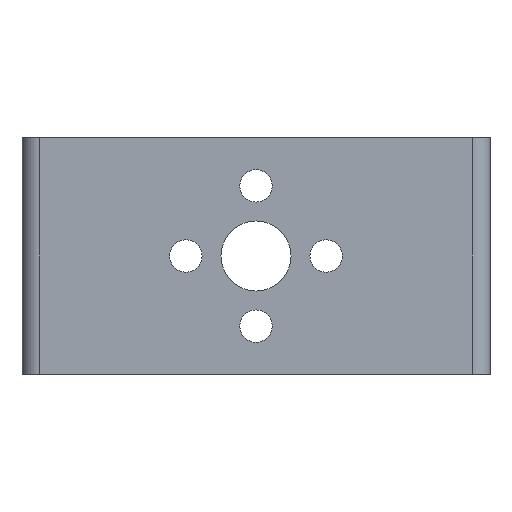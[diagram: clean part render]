
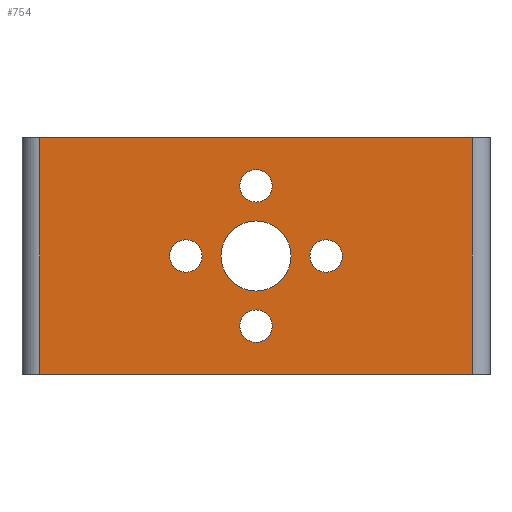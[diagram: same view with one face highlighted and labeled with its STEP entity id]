
A CAD part, front view. The second image highlights one B-rep face of the part: STEP entity #754.
In plain terms, the highlighted planar face has unit normal (0, -1, 0).
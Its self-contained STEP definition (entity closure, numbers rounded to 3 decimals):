
#10 = VECTOR ( 'NONE', #229, 1000. ) ;
#17 = CARTESIAN_POINT ( 'NONE',  ( -24.7, 0., -13.5 ) ) ;
#23 = CARTESIAN_POINT ( 'NONE',  ( 0., 0., 8. ) ) ;
#24 = ORIENTED_EDGE ( 'NONE', *, *, #959, .F. ) ;
#28 = CIRCLE ( 'NONE', #1476, 1.85 ) ;
#35 = EDGE_CURVE ( 'NONE', #1385, #144, #986, .T. ) ;
#54 = DIRECTION ( 'NONE',  ( 1., 0., 0. ) ) ;
#74 = ORIENTED_EDGE ( 'NONE', *, *, #1445, .F. ) ;
#98 = ORIENTED_EDGE ( 'NONE', *, *, #35, .F. ) ;
#105 = ORIENTED_EDGE ( 'NONE', *, *, #1267, .F. ) ;
#109 = LINE ( 'NONE', #110, #968 ) ;
#110 = CARTESIAN_POINT ( 'NONE',  ( 24.7, 0., -13.5 ) ) ;
#119 = DIRECTION ( 'NONE',  ( 0., -1., 0. ) ) ;
#129 = DIRECTION ( 'NONE',  ( 0., -1., 0. ) ) ;
#133 = CIRCLE ( 'NONE', #1159, 1.85 ) ;
#139 = CARTESIAN_POINT ( 'NONE',  ( -8., 0., 1.85 ) ) ;
#144 = VERTEX_POINT ( 'NONE', #618 ) ;
#153 = DIRECTION ( 'NONE',  ( 0., -1., 0. ) ) ;
#169 = VERTEX_POINT ( 'NONE', #1312 ) ;
#191 = FACE_BOUND ( 'NONE', #441, .T. ) ;
#209 = DIRECTION ( 'NONE',  ( 0., -1., 0. ) ) ;
#229 = DIRECTION ( 'NONE',  ( 0., 0., -1. ) ) ;
#238 = CARTESIAN_POINT ( 'NONE',  ( 0., 0., -8. ) ) ;
#245 = CARTESIAN_POINT ( 'NONE',  ( -24.7, 0., 13.5 ) ) ;
#254 = VERTEX_POINT ( 'NONE', #139 ) ;
#277 = DIRECTION ( 'NONE',  ( 0., 0., -1. ) ) ;
#281 = AXIS2_PLACEMENT_3D ( 'NONE', #804, #209, #439 ) ;
#322 = DIRECTION ( 'NONE',  ( 0., -1., 0. ) ) ;
#331 = FACE_BOUND ( 'NONE', #593, .T. ) ;
#332 = AXIS2_PLACEMENT_3D ( 'NONE', #1001, #1369, #1482 ) ;
#345 = EDGE_LOOP ( 'NONE', ( #446, #74 ) ) ;
#351 = VERTEX_POINT ( 'NONE', #17 ) ;
#358 = VERTEX_POINT ( 'NONE', #374 ) ;
#360 = LINE ( 'NONE', #1110, #1392 ) ;
#369 = EDGE_CURVE ( 'NONE', #169, #651, #1021, .T. ) ;
#373 = VERTEX_POINT ( 'NONE', #245 ) ;
#374 = CARTESIAN_POINT ( 'NONE',  ( 0., 0., 4. ) ) ;
#415 = CARTESIAN_POINT ( 'NONE',  ( 8., 0., 0. ) ) ;
#424 = CARTESIAN_POINT ( 'NONE',  ( -26.7, 0., -13.5 ) ) ;
#426 = CARTESIAN_POINT ( 'NONE',  ( 8., 0., 0. ) ) ;
#436 = FACE_BOUND ( 'NONE', #345, .T. ) ;
#439 = DIRECTION ( 'NONE',  ( 0., 0., -1. ) ) ;
#441 = EDGE_LOOP ( 'NONE', ( #1295, #1412 ) ) ;
#442 = DIRECTION ( 'NONE',  ( 0., 0., -1. ) ) ;
#446 = ORIENTED_EDGE ( 'NONE', *, *, #706, .F. ) ;
#452 = AXIS2_PLACEMENT_3D ( 'NONE', #426, #1358, #785 ) ;
#456 = DIRECTION ( 'NONE',  ( 0., 0., 1. ) ) ;
#468 = EDGE_CURVE ( 'NONE', #1336, #1042, #902, .T. ) ;
#477 = DIRECTION ( 'NONE',  ( 0., 0., -1. ) ) ;
#486 = DIRECTION ( 'NONE',  ( 0., 0., -1. ) ) ;
#511 = DIRECTION ( 'NONE',  ( 0., 0., -1. ) ) ;
#530 = ORIENTED_EDGE ( 'NONE', *, *, #1147, .T. ) ;
#545 = CARTESIAN_POINT ( 'NONE',  ( 24.7, 0., -13.5 ) ) ;
#565 = CARTESIAN_POINT ( 'NONE',  ( 0., 0., 6.15 ) ) ;
#573 = VECTOR ( 'NONE', #1210, 1000. ) ;
#576 = EDGE_LOOP ( 'NONE', ( #1305, #750, #530, #595 ) ) ;
#591 = AXIS2_PLACEMENT_3D ( 'NONE', #238, #119, #477 ) ;
#593 = EDGE_LOOP ( 'NONE', ( #98, #1127 ) ) ;
#595 = ORIENTED_EDGE ( 'NONE', *, *, #1372, .T. ) ;
#618 = CARTESIAN_POINT ( 'NONE',  ( 0., 0., -6.15 ) ) ;
#619 = CARTESIAN_POINT ( 'NONE',  ( 0., 0., 8. ) ) ;
#635 = LINE ( 'NONE', #1142, #10 ) ;
#640 = VERTEX_POINT ( 'NONE', #545 ) ;
#651 = VERTEX_POINT ( 'NONE', #565 ) ;
#659 = CARTESIAN_POINT ( 'NONE',  ( -8., 0., -1.85 ) ) ;
#703 = VERTEX_POINT ( 'NONE', #1497 ) ;
#706 = EDGE_CURVE ( 'NONE', #1274, #254, #863, .T. ) ;
#709 = DIRECTION ( 'NONE',  ( 0., 0., -1. ) ) ;
#712 = AXIS2_PLACEMENT_3D ( 'NONE', #1250, #322, #442 ) ;
#750 = ORIENTED_EDGE ( 'NONE', *, *, #1394, .T. ) ;
#754 = ADVANCED_FACE ( 'NONE', ( #1293, #331, #436, #1446, #191, #1025 ), #1334, .T. ) ;
#772 = CARTESIAN_POINT ( 'NONE',  ( 24.7, 0., 13.5 ) ) ;
#785 = DIRECTION ( 'NONE',  ( 0., 0., -1. ) ) ;
#804 = CARTESIAN_POINT ( 'NONE',  ( -8., 0., 0. ) ) ;
#807 = CARTESIAN_POINT ( 'NONE',  ( 0., 0., -9.85 ) ) ;
#858 = CARTESIAN_POINT ( 'NONE',  ( -26.7, 0., -13.5 ) ) ;
#861 = EDGE_CURVE ( 'NONE', #373, #1245, #360, .T. ) ;
#863 = CIRCLE ( 'NONE', #281, 1.85 ) ;
#875 = EDGE_LOOP ( 'NONE', ( #105, #1382 ) ) ;
#876 = AXIS2_PLACEMENT_3D ( 'NONE', #415, #1202, #511 ) ;
#888 = CIRCLE ( 'NONE', #332, 4. ) ;
#902 = CIRCLE ( 'NONE', #876, 1.85 ) ;
#940 = AXIS2_PLACEMENT_3D ( 'NONE', #23, #129, #486 ) ;
#948 = CIRCLE ( 'NONE', #1463, 4. ) ;
#957 = DIRECTION ( 'NONE',  ( 0., -1., 0. ) ) ;
#959 = EDGE_CURVE ( 'NONE', #651, #169, #28, .T. ) ;
#968 = VECTOR ( 'NONE', #456, 1000. ) ;
#986 = CIRCLE ( 'NONE', #712, 1.85 ) ;
#987 = DIRECTION ( 'NONE',  ( 1., 0., 0. ) ) ;
#1001 = CARTESIAN_POINT ( 'NONE',  ( 0., 0., 0. ) ) ;
#1021 = CIRCLE ( 'NONE', #940, 1.85 ) ;
#1025 = FACE_OUTER_BOUND ( 'NONE', #576, .T. ) ;
#1041 = CARTESIAN_POINT ( 'NONE',  ( -8., 0., 0. ) ) ;
#1042 = VERTEX_POINT ( 'NONE', #1313 ) ;
#1110 = CARTESIAN_POINT ( 'NONE',  ( -26.7, 0., 13.5 ) ) ;
#1126 = AXIS2_PLACEMENT_3D ( 'NONE', #858, #153, #54 ) ;
#1127 = ORIENTED_EDGE ( 'NONE', *, *, #1504, .F. ) ;
#1142 = CARTESIAN_POINT ( 'NONE',  ( -24.7, 0., -13.5 ) ) ;
#1147 = EDGE_CURVE ( 'NONE', #351, #640, #1214, .T. ) ;
#1159 = AXIS2_PLACEMENT_3D ( 'NONE', #1041, #1401, #709 ) ;
#1165 = DIRECTION ( 'NONE',  ( 0., 0., -1. ) ) ;
#1166 = EDGE_LOOP ( 'NONE', ( #24, #1434 ) ) ;
#1172 = CARTESIAN_POINT ( 'NONE',  ( 0., 0., 0. ) ) ;
#1202 = DIRECTION ( 'NONE',  ( 0., -1., 0. ) ) ;
#1210 = DIRECTION ( 'NONE',  ( 1., 0., 0. ) ) ;
#1214 = LINE ( 'NONE', #424, #573 ) ;
#1245 = VERTEX_POINT ( 'NONE', #772 ) ;
#1250 = CARTESIAN_POINT ( 'NONE',  ( 0., 0., -8. ) ) ;
#1259 = EDGE_CURVE ( 'NONE', #358, #703, #888, .T. ) ;
#1267 = EDGE_CURVE ( 'NONE', #1042, #1336, #1495, .T. ) ;
#1274 = VERTEX_POINT ( 'NONE', #659 ) ;
#1279 = CIRCLE ( 'NONE', #591, 1.85 ) ;
#1293 = FACE_BOUND ( 'NONE', #1166, .T. ) ;
#1295 = ORIENTED_EDGE ( 'NONE', *, *, #1432, .F. ) ;
#1305 = ORIENTED_EDGE ( 'NONE', *, *, #861, .F. ) ;
#1312 = CARTESIAN_POINT ( 'NONE',  ( 0., 0., 9.85 ) ) ;
#1313 = CARTESIAN_POINT ( 'NONE',  ( 8., 0., -1.85 ) ) ;
#1334 = PLANE ( 'NONE',  #1126 ) ;
#1336 = VERTEX_POINT ( 'NONE', #1500 ) ;
#1358 = DIRECTION ( 'NONE',  ( 0., -1., 0. ) ) ;
#1369 = DIRECTION ( 'NONE',  ( 0., -1., 0. ) ) ;
#1372 = EDGE_CURVE ( 'NONE', #640, #1245, #109, .T. ) ;
#1382 = ORIENTED_EDGE ( 'NONE', *, *, #468, .F. ) ;
#1385 = VERTEX_POINT ( 'NONE', #807 ) ;
#1392 = VECTOR ( 'NONE', #987, 1000. ) ;
#1394 = EDGE_CURVE ( 'NONE', #373, #351, #635, .T. ) ;
#1396 = DIRECTION ( 'NONE',  ( 0., -1., 0. ) ) ;
#1401 = DIRECTION ( 'NONE',  ( 0., -1., 0. ) ) ;
#1412 = ORIENTED_EDGE ( 'NONE', *, *, #1259, .F. ) ;
#1432 = EDGE_CURVE ( 'NONE', #703, #358, #948, .T. ) ;
#1434 = ORIENTED_EDGE ( 'NONE', *, *, #369, .F. ) ;
#1445 = EDGE_CURVE ( 'NONE', #254, #1274, #133, .T. ) ;
#1446 = FACE_BOUND ( 'NONE', #875, .T. ) ;
#1463 = AXIS2_PLACEMENT_3D ( 'NONE', #1172, #1396, #1165 ) ;
#1476 = AXIS2_PLACEMENT_3D ( 'NONE', #619, #957, #277 ) ;
#1482 = DIRECTION ( 'NONE',  ( 0., 0., -1. ) ) ;
#1495 = CIRCLE ( 'NONE', #452, 1.85 ) ;
#1497 = CARTESIAN_POINT ( 'NONE',  ( 0., 0., -4. ) ) ;
#1500 = CARTESIAN_POINT ( 'NONE',  ( 8., 0., 1.85 ) ) ;
#1504 = EDGE_CURVE ( 'NONE', #144, #1385, #1279, .T. ) ;
